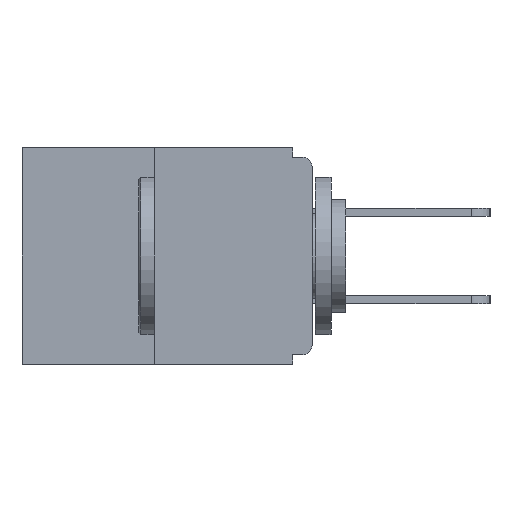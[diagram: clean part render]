
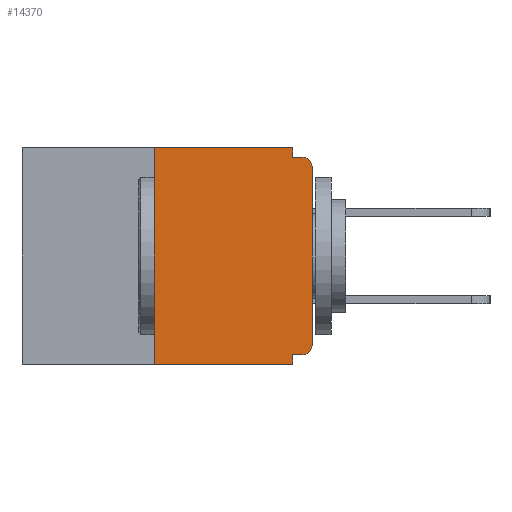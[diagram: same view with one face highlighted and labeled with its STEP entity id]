
A CAD part, left-side view. The second image highlights one B-rep face of the part: STEP entity #14370.
In plain terms, the highlighted planar face has unit normal (-1, 0, 0).
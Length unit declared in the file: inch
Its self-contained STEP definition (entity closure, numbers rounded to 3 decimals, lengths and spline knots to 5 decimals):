
#200 = DIRECTION ( 'NONE',  ( 0., -1., 0. ) ) ;
#248 = EDGE_CURVE ( 'NONE', #282, #9011, #19852, .T. ) ;
#282 = VERTEX_POINT ( 'NONE', #16706 ) ;
#310 = ORIENTED_EDGE ( 'NONE', *, *, #1727, .T. ) ;
#378 = AXIS2_PLACEMENT_3D ( 'NONE', #2583, #8817, #5705 ) ;
#436 = ORIENTED_EDGE ( 'NONE', *, *, #248, .T. ) ;
#1317 = CIRCLE ( 'NONE', #15113, 0.015 ) ;
#1675 = CARTESIAN_POINT ( 'NONE',  ( 0., 0.031, -0.328 ) ) ;
#1727 = EDGE_CURVE ( 'NONE', #7618, #15039, #5081, .T. ) ;
#1865 = CARTESIAN_POINT ( 'NONE',  ( 0., 0., -0.015 ) ) ;
#1873 = CARTESIAN_POINT ( 'NONE',  ( 0., 0., -0.313 ) ) ;
#2362 = VERTEX_POINT ( 'NONE', #1675 ) ;
#2583 = CARTESIAN_POINT ( 'NONE',  ( 0., 0.015, -0.03 ) ) ;
#2626 = CARTESIAN_POINT ( 'NONE',  ( 0., 0.46, 0. ) ) ;
#3346 = VECTOR ( 'NONE', #19484, 39.37008 ) ;
#3608 = CARTESIAN_POINT ( 'NONE',  ( 0., 0.46, -0.343 ) ) ;
#3739 = LINE ( 'NONE', #11966, #7474 ) ;
#3808 = VERTEX_POINT ( 'NONE', #11632 ) ;
#3830 = DIRECTION ( 'NONE',  ( 0., 0., -1. ) ) ;
#3982 = VECTOR ( 'NONE', #8108, 39.37008 ) ;
#4200 = EDGE_LOOP ( 'NONE', ( #10444, #13257, #436, #20630, #10459, #8244, #310, #9168, #7525, #19455 ) ) ;
#4297 = FACE_OUTER_BOUND ( 'NONE', #4200, .T. ) ;
#4798 = EDGE_CURVE ( 'NONE', #15039, #3808, #18185, .T. ) ;
#4974 = LINE ( 'NONE', #12696, #3982 ) ;
#5081 = LINE ( 'NONE', #10149, #3346 ) ;
#5305 = VERTEX_POINT ( 'NONE', #11994 ) ;
#5356 = VERTEX_POINT ( 'NONE', #9332 ) ;
#5705 = DIRECTION ( 'NONE',  ( 0., 0., -1. ) ) ;
#5881 = LINE ( 'NONE', #11938, #17096 ) ;
#6998 = DIRECTION ( 'NONE',  ( 0., 0., 1. ) ) ;
#7474 = VECTOR ( 'NONE', #6998, 39.37008 ) ;
#7525 = ORIENTED_EDGE ( 'NONE', *, *, #14123, .F. ) ;
#7618 = VERTEX_POINT ( 'NONE', #1873 ) ;
#8108 = DIRECTION ( 'NONE',  ( 0., 0., -1. ) ) ;
#8244 = ORIENTED_EDGE ( 'NONE', *, *, #13227, .T. ) ;
#8742 = EDGE_CURVE ( 'NONE', #2362, #9011, #4974, .T. ) ;
#8817 = DIRECTION ( 'NONE',  ( -1., 0., 0. ) ) ;
#8871 = DIRECTION ( 'NONE',  ( 0., 0., -1. ) ) ;
#8950 = DIRECTION ( 'NONE',  ( 0., -1., 0. ) ) ;
#8981 = DIRECTION ( 'NONE',  ( 0., 0., -1. ) ) ;
#9011 = VERTEX_POINT ( 'NONE', #18903 ) ;
#9168 = ORIENTED_EDGE ( 'NONE', *, *, #4798, .T. ) ;
#9332 = CARTESIAN_POINT ( 'NONE',  ( 0., 0.25, 0. ) ) ;
#10149 = CARTESIAN_POINT ( 'NONE',  ( 0., 0., 0. ) ) ;
#10179 = EDGE_CURVE ( 'NONE', #20519, #2362, #5881, .T. ) ;
#10333 = CARTESIAN_POINT ( 'NONE',  ( 0., 0.031, 0. ) ) ;
#10444 = ORIENTED_EDGE ( 'NONE', *, *, #10638, .F. ) ;
#10459 = ORIENTED_EDGE ( 'NONE', *, *, #10179, .F. ) ;
#10565 = VECTOR ( 'NONE', #200, 39.37008 ) ;
#10638 = EDGE_CURVE ( 'NONE', #5356, #13171, #12616, .T. ) ;
#11632 = CARTESIAN_POINT ( 'NONE',  ( 0., 0.015, -0.015 ) ) ;
#11659 = DIRECTION ( 'NONE',  ( 0., 1., 0. ) ) ;
#11938 = CARTESIAN_POINT ( 'NONE',  ( 0., 0., -0.328 ) ) ;
#11966 = CARTESIAN_POINT ( 'NONE',  ( 0., 0.25, 0. ) ) ;
#11982 = DIRECTION ( 'NONE',  ( -1., 0., 0. ) ) ;
#11994 = CARTESIAN_POINT ( 'NONE',  ( 0., 0.031, -0.015 ) ) ;
#12010 = VECTOR ( 'NONE', #3830, 39.37008 ) ;
#12058 = DIRECTION ( 'NONE',  ( 1., 0., 0. ) ) ;
#12211 = CARTESIAN_POINT ( 'NONE',  ( 0., 0.46, 0. ) ) ;
#12494 = LINE ( 'NONE', #10333, #12010 ) ;
#12616 = LINE ( 'NONE', #12211, #16607 ) ;
#12696 = CARTESIAN_POINT ( 'NONE',  ( 0., 0.031, -0.343 ) ) ;
#13171 = VERTEX_POINT ( 'NONE', #20009 ) ;
#13227 = EDGE_CURVE ( 'NONE', #20519, #7618, #1317, .T. ) ;
#13257 = ORIENTED_EDGE ( 'NONE', *, *, #15856, .F. ) ;
#13698 = PLANE ( 'NONE',  #19516 ) ;
#14123 = EDGE_CURVE ( 'NONE', #5305, #3808, #19975, .T. ) ;
#14370 = ADVANCED_FACE ( 'NONE', ( #4297 ), #13698, .F. ) ;
#14935 = DIRECTION ( 'NONE',  ( 0., -1., 0. ) ) ;
#14954 = EDGE_CURVE ( 'NONE', #13171, #5305, #12494, .T. ) ;
#15039 = VERTEX_POINT ( 'NONE', #20363 ) ;
#15113 = AXIS2_PLACEMENT_3D ( 'NONE', #18285, #11982, #8981 ) ;
#15597 = VECTOR ( 'NONE', #14935, 39.37008 ) ;
#15856 = EDGE_CURVE ( 'NONE', #282, #5356, #3739, .T. ) ;
#16607 = VECTOR ( 'NONE', #8950, 39.37008 ) ;
#16706 = CARTESIAN_POINT ( 'NONE',  ( 0., 0.25, -0.343 ) ) ;
#17096 = VECTOR ( 'NONE', #11659, 39.37008 ) ;
#18067 = CARTESIAN_POINT ( 'NONE',  ( 0., 0.015, -0.328 ) ) ;
#18185 = CIRCLE ( 'NONE', #378, 0.015 ) ;
#18285 = CARTESIAN_POINT ( 'NONE',  ( 0., 0.015, -0.313 ) ) ;
#18903 = CARTESIAN_POINT ( 'NONE',  ( 0., 0.031, -0.343 ) ) ;
#19455 = ORIENTED_EDGE ( 'NONE', *, *, #14954, .F. ) ;
#19484 = DIRECTION ( 'NONE',  ( 0., 0., 1. ) ) ;
#19516 = AXIS2_PLACEMENT_3D ( 'NONE', #2626, #12058, #8871 ) ;
#19852 = LINE ( 'NONE', #3608, #15597 ) ;
#19975 = LINE ( 'NONE', #1865, #10565 ) ;
#20009 = CARTESIAN_POINT ( 'NONE',  ( 0., 0.031, 0. ) ) ;
#20363 = CARTESIAN_POINT ( 'NONE',  ( 0., 0., -0.03 ) ) ;
#20519 = VERTEX_POINT ( 'NONE', #18067 ) ;
#20630 = ORIENTED_EDGE ( 'NONE', *, *, #8742, .F. ) ;
